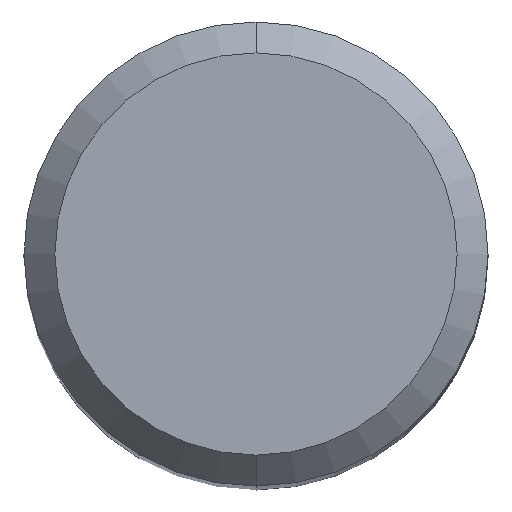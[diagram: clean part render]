
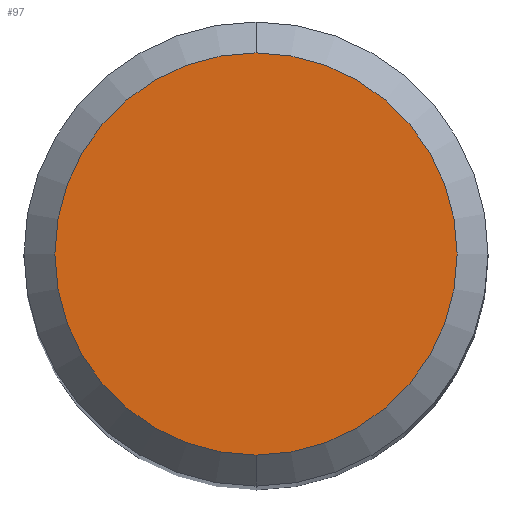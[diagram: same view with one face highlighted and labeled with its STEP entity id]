
A CAD part, top view. The second image highlights one B-rep face of the part: STEP entity #97.
In plain terms, the highlighted planar face has unit normal (0, 0, 1).
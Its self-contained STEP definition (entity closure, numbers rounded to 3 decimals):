
#97=ADVANCED_FACE('',(#259),#260,.T.);
#101=VERTEX_POINT('',#264);
#125=EDGE_CURVE('',#129,#101,#291,.T.);
#129=VERTEX_POINT('',#295);
#213=EDGE_CURVE('',#101,#129,#392,.T.);
#259=FACE_OUTER_BOUND('',#431,.T.);
#260=PLANE('',#432);
#264=CARTESIAN_POINT('',(0.,-2.6,0.0));
#291=CIRCLE('',#472,2.6);
#295=CARTESIAN_POINT('',(0.0,2.6,0.0));
#392=CIRCLE('',#599,2.6);
#431=EDGE_LOOP('',(#645,#646));
#432=AXIS2_PLACEMENT_3D('',#647,#648,#649);
#472=AXIS2_PLACEMENT_3D('',#688,#689,#690);
#599=AXIS2_PLACEMENT_3D('',#811,#812,#813);
#645=ORIENTED_EDGE('',*,*,#125,.F.);
#646=ORIENTED_EDGE('',*,*,#213,.F.);
#647=CARTESIAN_POINT('',(0.0,1.3,0.0));
#648=DIRECTION('',(-0.0,0.0,1.0));
#649=DIRECTION('',(0.0,-1.0,0.0));
#688=CARTESIAN_POINT('',(0.0,0.0,0.0));
#689=DIRECTION('',(0.0,0.0,-1.0));
#690=DIRECTION('',(0.0,1.0,0.0));
#811=CARTESIAN_POINT('',(0.0,0.0,0.0));
#812=DIRECTION('',(0.0,0.0,-1.0));
#813=DIRECTION('',(0.0,1.0,0.0));
